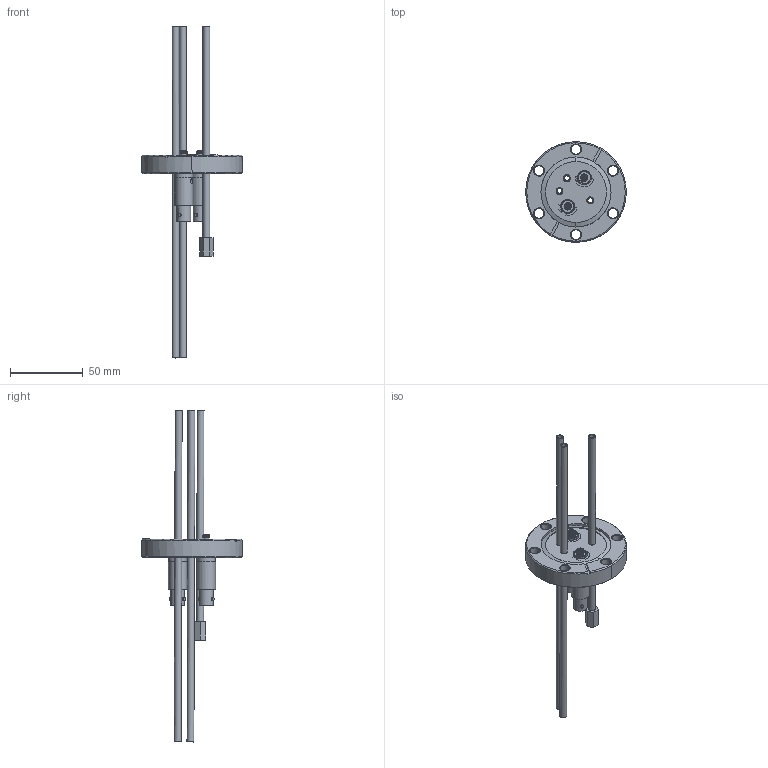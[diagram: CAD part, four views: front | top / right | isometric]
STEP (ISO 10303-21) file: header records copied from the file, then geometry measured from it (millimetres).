
FILE_DESCRIPTION(/* description */ ('CF40 Feedthrough, 2 Elec., 3 Tubes (002-080)'),/* implementation_level */ '2;1');
FILE_NAME(/* name */ '002-080 - CF40 Feedthrough, 2 Elec., 3 Tubes (Outline Model rev.A).stp',/* time_stamp */ '2020-09-15T12:02:32-04:00',/* author */ ('Joel Plasencia'),/* organization */ ('INFICON'),/* preprocessor_version */ 'ST-DEVELOPER v16',/* originating_system */ 'SIEMENS PLM Software NX 10.0',/* authorisation */ '2020');
FILE_SCHEMA (('AUTOMOTIVE_DESIGN { 1 0 10303 214 3 1 1 1 }'));
Length unit declared in the file: millimetre
Products named in the file (1): 002-080_A
Bounding box: 69.34 x 69.37 x 228.64 mm (x, y, z)
Volume: 53952.5 mm3; surface area: 31347.7 mm2
Topology: 1 solids, 1 shells, 201 faces, 447 edges, 286 vertices
Faces by surface type: plane 68, cone 65, cylinder 64, torus 4
Full cylindrical faces by diameter (mm): 0.965 x2, 1.27 x2, 2.032 x6, 3.175 x4, 3.493 x3, 3.759 x2, 4.763 x6, 4.851 x1, 4.953 x2, 5.08 x2, 8.128 x2, 8.496 x2, 9.512 x2, 9.525 x2, 12.56 x2, 12.7 x2
Entity records: 5708 total; most frequent: CARTESIAN_POINT 1597, DIRECTION 906, ORIENTED_EDGE 668, AXIS2_PLACEMENT_3D 397, EDGE_LOOP 338, EDGE_CURVE 334, VERTEX_POINT 254, FACE_BOUND 248
